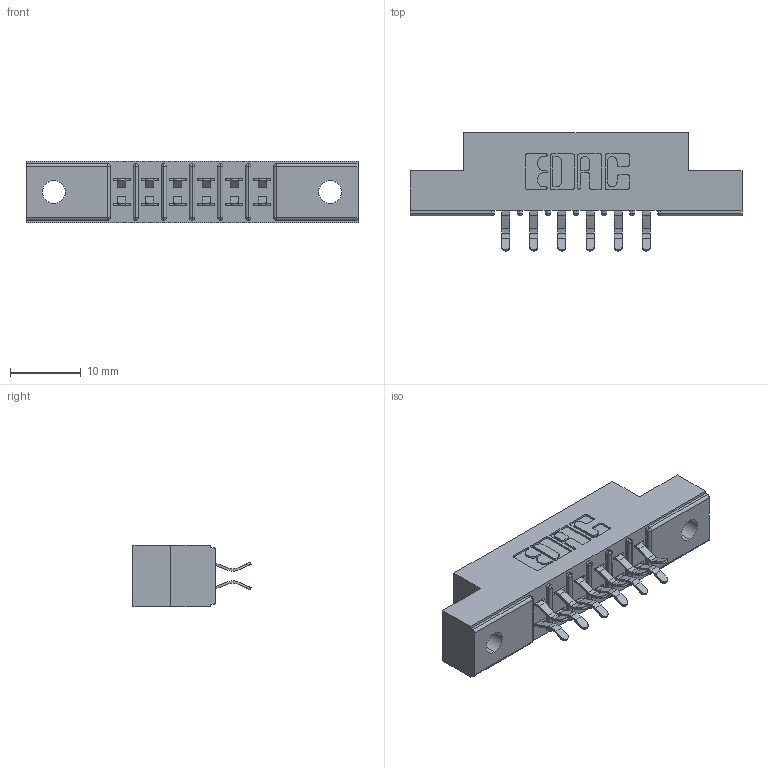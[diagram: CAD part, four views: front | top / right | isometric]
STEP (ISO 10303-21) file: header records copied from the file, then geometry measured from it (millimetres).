
FILE_DESCRIPTION (( 'STEP AP203' ), '1' );
FILE_NAME ('355-012-556-502.STEP', '2019-09-11T01:03:22', ( '' ), ( '' ), 'SwSTEP 2.0', 'SolidWorks 2016', '' );
FILE_SCHEMA (( 'CONFIG_CONTROL_DESIGN' ));
Length unit declared in the file: inch
Products named in the file (3): 305-290-001_556; 355-012-556-502; 305 Part_.128 Dia
Assembly tree (13 placements, depth 2):
  355-012-556-502
    305 Part_.128 Dia
    305-290-001_556  x12
Bounding box: 46.79 x 16.64 x 8.71 mm (x, y, z)
Volume: 2828.4 mm3; surface area: 4366 mm2
Topology: 13 solids, 13 shells, 788 faces, 2254 edges, 1468 vertices
Faces by surface type: plane 440, cylinder 324, sphere 24
Entity records: 11103 total; most frequent: CARTESIAN_POINT 1840, ORIENTED_EDGE 1820, DIRECTION 1812, EDGE_CURVE 910, LINE 692, VECTOR 692, VERTEX_POINT 588, AXIS2_PLACEMENT_3D 560
